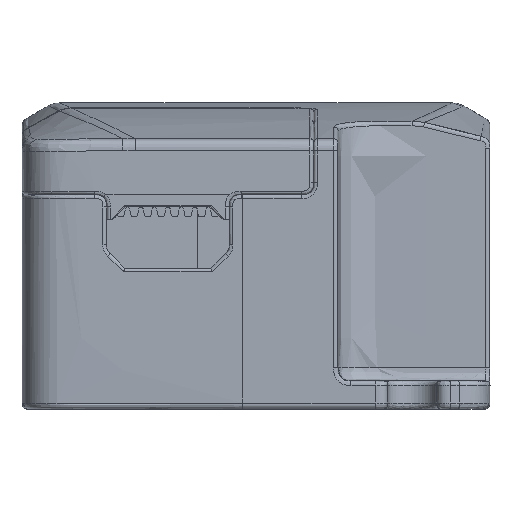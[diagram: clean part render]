
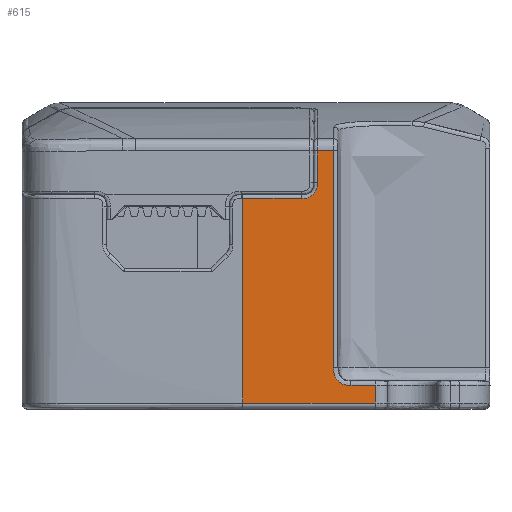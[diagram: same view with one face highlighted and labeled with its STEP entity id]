
A CAD part, left-side view. The second image highlights one B-rep face of the part: STEP entity #615.
In plain terms, the highlighted planar face has unit normal (-1, 0, 0).
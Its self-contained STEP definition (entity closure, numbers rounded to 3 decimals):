
#615=ADVANCED_FACE('',(#1254),#10147,.T.);
#1254=FACE_OUTER_BOUND('',#1893,.T.);
#1893=EDGE_LOOP('',(#4912,#4913,#4914,#4915,#4916,#4917,#4918,#4919,#4920,
#4921));
#4912=ORIENTED_EDGE('',*,*,#6734,.T.);
#4913=ORIENTED_EDGE('',*,*,#6735,.F.);
#4914=ORIENTED_EDGE('',*,*,#6736,.F.);
#4915=ORIENTED_EDGE('',*,*,#6509,.T.);
#4916=ORIENTED_EDGE('',*,*,#6506,.F.);
#4917=ORIENTED_EDGE('',*,*,#6737,.F.);
#4918=ORIENTED_EDGE('',*,*,#6626,.F.);
#4919=ORIENTED_EDGE('',*,*,#6738,.T.);
#4920=ORIENTED_EDGE('',*,*,#6739,.T.);
#4921=ORIENTED_EDGE('',*,*,#6790,.T.);
#6506=EDGE_CURVE('',#9374,#9375,#8158,.T.);
#6509=EDGE_CURVE('',#9361,#9375,#8161,.T.);
#6626=EDGE_CURVE('',#9450,#9448,#8278,.T.);
#6734=EDGE_CURVE('',#9502,#9467,#8383,.T.);
#6735=EDGE_CURVE('',#9362,#9467,#8384,.T.);
#6736=EDGE_CURVE('',#9361,#9362,#8385,.T.);
#6737=EDGE_CURVE('',#9448,#9374,#8386,.T.);
#6738=EDGE_CURVE('',#9450,#9503,#8387,.T.);
#6739=EDGE_CURVE('',#9503,#9504,#8388,.T.);
#6790=EDGE_CURVE('',#9504,#9502,#8437,.T.);
#8158=B_SPLINE_CURVE_WITH_KNOTS('',1,(#35438,#35439),.UNSPECIFIED.,.F.,
 .F.,(2,2),(0.,4.808),.UNSPECIFIED.);
#8161=B_SPLINE_CURVE_WITH_KNOTS('',3,(#35453,#35454,#35455,#35456,#35457,
#35458,#35459),.UNSPECIFIED.,.F.,.F.,(4,1,1,1,4),(0.,
0.495,1.057,1.619,2.114),
 .UNSPECIFIED.);
#8278=B_SPLINE_CURVE_WITH_KNOTS('',1,(#36083,#36084),.UNSPECIFIED.,.F.,
 .F.,(2,2),(-10.85,0.),.UNSPECIFIED.);
#8383=B_SPLINE_CURVE_WITH_KNOTS('',1,(#36784,#36785),.UNSPECIFIED.,.F.,
 .F.,(2,2),(0.,17.715),.UNSPECIFIED.);
#8384=B_SPLINE_CURVE_WITH_KNOTS('',1,(#36786,#36787),.UNSPECIFIED.,.F.,
 .F.,(2,2),(-1.332,0.),.UNSPECIFIED.);
#8385=B_SPLINE_CURVE_WITH_KNOTS('',1,(#36788,#36789),.UNSPECIFIED.,.F.,
 .F.,(2,2),(-2.575,0.),.UNSPECIFIED.);
#8386=B_SPLINE_CURVE_WITH_KNOTS('',1,(#36790,#36791),.UNSPECIFIED.,.F.,
 .F.,(2,2),(-16.7,0.),.UNSPECIFIED.);
#8387=B_SPLINE_CURVE_WITH_KNOTS('',1,(#36792,#36793),.UNSPECIFIED.,.F.,
 .F.,(2,2),(0.,1.446),.UNSPECIFIED.);
#8388=B_SPLINE_CURVE_WITH_KNOTS('',1,(#36794,#36795),.UNSPECIFIED.,.F.,
 .F.,(2,2),(0.,1.997),.UNSPECIFIED.);
#8437=B_SPLINE_CURVE_WITH_KNOTS('',3,(#37122,#37123,#37124,#37125,#37126,
#37127,#37128),.UNSPECIFIED.,.F.,.F.,(4,1,1,1,4),(-2.298,-1.763,
-1.149,-0.535,0.),
 .UNSPECIFIED.);
#9361=VERTEX_POINT('',#31880);
#9362=VERTEX_POINT('',#31881);
#9374=VERTEX_POINT('',#31893);
#9375=VERTEX_POINT('',#31894);
#9448=VERTEX_POINT('',#31967);
#9450=VERTEX_POINT('',#31969);
#9467=VERTEX_POINT('',#31986);
#9502=VERTEX_POINT('',#32021);
#9503=VERTEX_POINT('',#32022);
#9504=VERTEX_POINT('',#32023);
#10147=PLANE('',#10347);
#10347=AXIS2_PLACEMENT_3D('',#30354,#10531,$);
#10531=DIRECTION('',(-1.,0.,0.));
#30354=CARTESIAN_POINT('',(101.883,2.317,-1.69));
#31880=CARTESIAN_POINT('',(101.883,-5.008,18.5));
#31881=CARTESIAN_POINT('',(101.883,-5.008,21.075));
#31893=CARTESIAN_POINT('',(101.883,1.1,17.2));
#31894=CARTESIAN_POINT('',(101.883,-3.708,17.2));
#31967=CARTESIAN_POINT('',(101.883,1.1,0.5));
#31969=CARTESIAN_POINT('',(101.883,-9.75,0.5));
#31986=CARTESIAN_POINT('',(101.882,-6.339,21.075));
#32021=CARTESIAN_POINT('',(101.883,-6.339,3.361));
#32022=CARTESIAN_POINT('',(101.882,-9.75,1.946));
#32023=CARTESIAN_POINT('',(101.883,-7.753,1.946));
#35438=CARTESIAN_POINT('',(101.883,1.1,17.2));
#35439=CARTESIAN_POINT('',(101.883,-3.708,17.2));
#35453=CARTESIAN_POINT('',(101.883,-5.008,18.5));
#35454=CARTESIAN_POINT('',(101.883,-5.009,18.336));
#35455=CARTESIAN_POINT('',(101.883,-4.991,17.978));
#35456=CARTESIAN_POINT('',(101.883,-4.717,17.49));
#35457=CARTESIAN_POINT('',(101.883,-4.229,17.216));
#35458=CARTESIAN_POINT('',(101.883,-3.872,17.198));
#35459=CARTESIAN_POINT('',(101.883,-3.708,17.2));
#36083=CARTESIAN_POINT('',(101.883,-9.75,0.5));
#36084=CARTESIAN_POINT('',(101.883,1.1,0.5));
#36784=CARTESIAN_POINT('',(101.883,-6.339,3.361));
#36785=CARTESIAN_POINT('',(101.882,-6.339,21.075));
#36786=CARTESIAN_POINT('',(101.883,-5.008,21.075));
#36787=CARTESIAN_POINT('',(101.882,-6.339,21.075));
#36788=CARTESIAN_POINT('',(101.883,-5.008,18.5));
#36789=CARTESIAN_POINT('',(101.883,-5.008,21.075));
#36790=CARTESIAN_POINT('',(101.883,1.1,0.5));
#36791=CARTESIAN_POINT('',(101.883,1.1,17.2));
#36792=CARTESIAN_POINT('',(101.883,-9.75,0.5));
#36793=CARTESIAN_POINT('',(101.882,-9.75,1.946));
#36794=CARTESIAN_POINT('',(101.882,-9.75,1.946));
#36795=CARTESIAN_POINT('',(101.883,-7.753,1.946));
#37122=CARTESIAN_POINT('',(101.883,-7.753,1.946));
#37123=CARTESIAN_POINT('',(101.883,-7.576,1.945));
#37124=CARTESIAN_POINT('',(101.883,-7.188,1.965));
#37125=CARTESIAN_POINT('',(101.883,-6.656,2.263));
#37126=CARTESIAN_POINT('',(101.883,-6.358,2.795));
#37127=CARTESIAN_POINT('',(101.883,-6.337,3.183));
#37128=CARTESIAN_POINT('',(101.883,-6.339,3.361));
